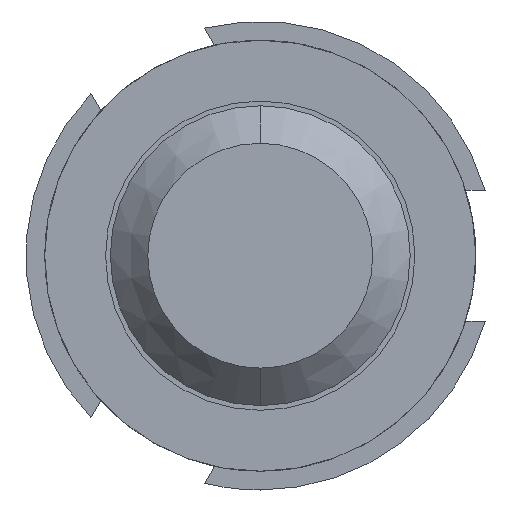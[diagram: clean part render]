
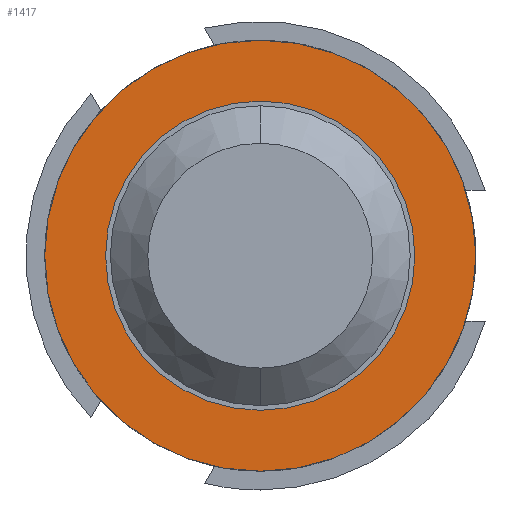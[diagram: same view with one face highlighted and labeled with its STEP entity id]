
A CAD part, front view. The second image highlights one B-rep face of the part: STEP entity #1417.
In plain terms, the highlighted planar face has unit normal (0, -1, 0).
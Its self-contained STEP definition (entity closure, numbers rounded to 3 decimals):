
#78 = CARTESIAN_POINT ( 'NONE',  ( 0., -1.5, -0.825 ) ) ;
#199 = CARTESIAN_POINT ( 'NONE',  ( 0., -1.5, 0. ) ) ;
#251 = EDGE_CURVE ( 'Defeature ausgef�hrt4_46+Defeature ausgef�hrt4_45+Defeature ausgef�hrt4_45+Defeature ausgef�hrt4_45', #1562, #3512, #1193, .T. ) ;
#466 = DIRECTION ( 'NONE',  ( 0., 1., 0. ) ) ;
#472 = AXIS2_PLACEMENT_3D ( 'NONE', #199, #951, #3770 ) ;
#567 = ORIENTED_EDGE ( 'NONE', *, *, #4241, .F. ) ;
#680 = AXIS2_PLACEMENT_3D ( 'NONE', #4349, #3263, #3612 ) ;
#888 = ORIENTED_EDGE ( 'NONE', *, *, #251, .T. ) ;
#944 = EDGE_LOOP ( 'NONE', ( #2695, #567 ) ) ;
#951 = DIRECTION ( 'NONE',  ( 0., 1., 0. ) ) ;
#1070 = FACE_BOUND ( 'NONE', #4131, .T. ) ;
#1124 = EDGE_CURVE ( 'Defeature ausgef�hrt4_46+Defeature ausgef�hrt4_45+Defeature ausgef�hrt4_45+Defeature ausgef�hrt4_45', #3512, #1562, #3363, .T. ) ;
#1135 = PLANE ( 'NONE',  #680 ) ;
#1144 = CARTESIAN_POINT ( 'NONE',  ( 0., -1.5, -1.15 ) ) ;
#1174 = ORIENTED_EDGE ( 'NONE', *, *, #1124, .T. ) ;
#1193 = CIRCLE ( 'NONE', #3799, 0.825 ) ;
#1292 = CARTESIAN_POINT ( 'NONE',  ( 0., -1.5, 0. ) ) ;
#1370 = CIRCLE ( 'NONE', #3148, 1.15 ) ;
#1417 = ADVANCED_FACE ( 'Defeature ausgef�hrt4_46', ( #2366, #1070 ), #1135, .F. ) ;
#1491 = CARTESIAN_POINT ( 'NONE',  ( 0., -1.5, 0. ) ) ;
#1500 = CIRCLE ( 'NONE', #472, 1.15 ) ;
#1556 = DIRECTION ( 'NONE',  ( 0., 0., 1. ) ) ;
#1562 = VERTEX_POINT ( 'NONE', #4062 ) ;
#1713 = DIRECTION ( 'NONE',  ( 0., 0., 1. ) ) ;
#1952 = CARTESIAN_POINT ( 'NONE',  ( 0., -1.5, 0. ) ) ;
#2259 = VERTEX_POINT ( 'NONE', #4260 ) ;
#2366 = FACE_OUTER_BOUND ( 'NONE', #944, .T. ) ;
#2493 = EDGE_CURVE ( 'Defeature ausgef�hrt4_42+Defeature ausgef�hrt4_46+Defeature ausgef�hrt4_46+Defeature ausgef�hrt4_46', #2259, #2959, #1370, .T. ) ;
#2569 = DIRECTION ( 'NONE',  ( 0., 0., 1. ) ) ;
#2695 = ORIENTED_EDGE ( 'NONE', *, *, #2493, .F. ) ;
#2959 = VERTEX_POINT ( 'NONE', #1144 ) ;
#3148 = AXIS2_PLACEMENT_3D ( 'NONE', #1491, #4408, #2569 ) ;
#3263 = DIRECTION ( 'NONE',  ( 0., 1., 0. ) ) ;
#3286 = AXIS2_PLACEMENT_3D ( 'NONE', #1952, #466, #1556 ) ;
#3363 = CIRCLE ( 'NONE', #3286, 0.825 ) ;
#3512 = VERTEX_POINT ( 'NONE', #78 ) ;
#3612 = DIRECTION ( 'NONE',  ( 0., 0., 1. ) ) ;
#3770 = DIRECTION ( 'NONE',  ( 0., 0., 1. ) ) ;
#3799 = AXIS2_PLACEMENT_3D ( 'NONE', #1292, #3851, #1713 ) ;
#3851 = DIRECTION ( 'NONE',  ( 0., 1., 0. ) ) ;
#4062 = CARTESIAN_POINT ( 'NONE',  ( 0., -1.5, 0.825 ) ) ;
#4131 = EDGE_LOOP ( 'NONE', ( #888, #1174 ) ) ;
#4241 = EDGE_CURVE ( 'Defeature ausgef�hrt4_42+Defeature ausgef�hrt4_46+Defeature ausgef�hrt4_46+Defeature ausgef�hrt4_46', #2959, #2259, #1500, .T. ) ;
#4260 = CARTESIAN_POINT ( 'NONE',  ( 0., -1.5, 1.15 ) ) ;
#4349 = CARTESIAN_POINT ( 'NONE',  ( 0.825, -1.5, 0. ) ) ;
#4408 = DIRECTION ( 'NONE',  ( 0., 1., 0. ) ) ;
